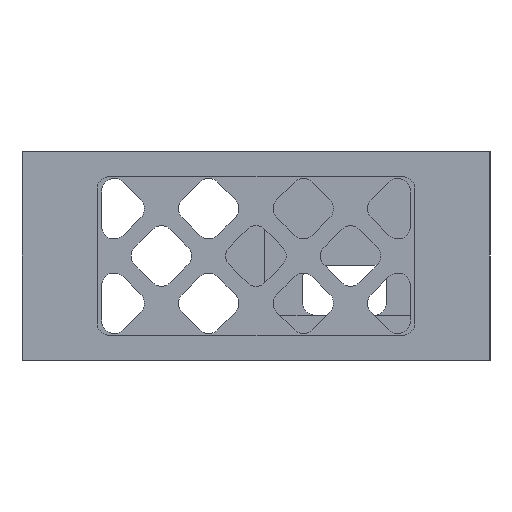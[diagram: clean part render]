
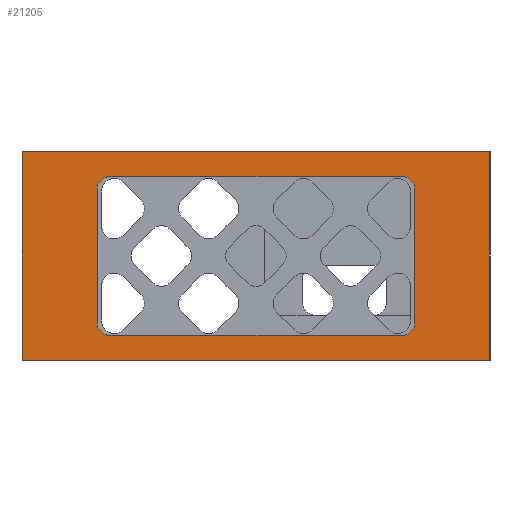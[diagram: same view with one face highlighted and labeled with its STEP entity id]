
A CAD part, front view. The second image highlights one B-rep face of the part: STEP entity #21205.
In plain terms, the highlighted face is planar.
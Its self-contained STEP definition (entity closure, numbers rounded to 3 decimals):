
#20758=DIRECTION('',(0.,0.,1.));
#20759=VECTOR('',#20758,16.);
#20760=CARTESIAN_POINT('',(53.,6.,-19.311));
#20761=LINE('',#20760,#20759);
#20786=DIRECTION('',(0.,-1.,0.));
#20787=VECTOR('',#20786,35.);
#20788=CARTESIAN_POINT('',(53.,42.5,-20.811));
#20789=LINE('',#20788,#20787);
#20814=DIRECTION('',(0.,0.,-1.));
#20815=VECTOR('',#20814,16.);
#20816=CARTESIAN_POINT('',(53.,44.,-3.311));
#20817=LINE('',#20816,#20815);
#20842=DIRECTION('',(0.,1.,0.));
#20843=VECTOR('',#20842,35.);
#20844=CARTESIAN_POINT('',(53.,7.5,-1.811));
#20845=LINE('',#20844,#20843);
#20870=CARTESIAN_POINT('',(53.,7.5,-3.311));
#20871=DIRECTION('',(1.,0.,0.));
#20872=DIRECTION('',(0.,0.,1.));
#20873=AXIS2_PLACEMENT_3D('',#20870,#20871,#20872);
#20878=CARTESIAN_POINT('',(53.,7.5,-19.311));
#20879=DIRECTION('',(1.,0.,0.));
#20880=DIRECTION('',(0.,-1.,0.));
#20881=AXIS2_PLACEMENT_3D('',#20878,#20879,#20880);
#20886=CARTESIAN_POINT('',(53.,42.5,-19.311));
#20887=DIRECTION('',(1.,0.,0.));
#20888=DIRECTION('',(0.,0.,-1.));
#20889=AXIS2_PLACEMENT_3D('',#20886,#20887,#20888);
#20894=CARTESIAN_POINT('',(53.,42.5,-3.311));
#20895=DIRECTION('',(1.,0.,0.));
#20896=DIRECTION('',(0.,1.,0.));
#20897=AXIS2_PLACEMENT_3D('',#20894,#20895,#20896);
#20909=DIRECTION('',(0.,1.,0.));
#20910=VECTOR('',#20909,56.);
#20911=CARTESIAN_POINT('',(53.,-3.,-23.811));
#20912=LINE('',#20911,#20910);
#20930=DIRECTION('',(0.,0.,-1.));
#20931=VECTOR('',#20930,25.);
#20932=CARTESIAN_POINT('',(53.,-3.,1.189));
#20933=LINE('',#20932,#20931);
#20958=DIRECTION('',(0.,-1.,0.));
#20959=VECTOR('',#20958,56.);
#20960=CARTESIAN_POINT('',(53.,53.,1.189));
#20961=LINE('',#20960,#20959);
#20979=DIRECTION('',(0.,0.,1.));
#20980=VECTOR('',#20979,25.);
#20981=CARTESIAN_POINT('',(53.,53.,-23.811));
#20982=LINE('',#20981,#20980);
#20994=CARTESIAN_POINT('',(53.,53.,1.189));
#20995=VERTEX_POINT('',#20994);
#20996=CARTESIAN_POINT('',(53.,53.,-23.811));
#20997=VERTEX_POINT('',#20996);
#20998=CARTESIAN_POINT('',(53.,-3.,1.189));
#20999=VERTEX_POINT('',#20998);
#21000=CARTESIAN_POINT('',(53.,-3.,-23.811));
#21001=VERTEX_POINT('',#21000);
#21002=CARTESIAN_POINT('',(53.,7.5,-1.811));
#21003=CARTESIAN_POINT('',(53.,42.5,-1.811));
#21004=VERTEX_POINT('',#21002);
#21005=VERTEX_POINT('',#21003);
#21012=CARTESIAN_POINT('',(53.,6.,-3.311));
#21013=VERTEX_POINT('',#21012);
#21014=CARTESIAN_POINT('',(53.,6.,-19.311));
#21015=VERTEX_POINT('',#21014);
#21020=CARTESIAN_POINT('',(53.,7.5,-20.811));
#21021=VERTEX_POINT('',#21020);
#21022=CARTESIAN_POINT('',(53.,42.5,-20.811));
#21023=VERTEX_POINT('',#21022);
#21028=CARTESIAN_POINT('',(53.,44.,-19.311));
#21029=VERTEX_POINT('',#21028);
#21030=CARTESIAN_POINT('',(53.,44.,-3.311));
#21031=VERTEX_POINT('',#21030);
#21180=CARTESIAN_POINT('',(53.,25.,0.389));
#21181=DIRECTION('',(1.,0.,0.));
#21182=DIRECTION('',(0.,1.,0.));
#21183=AXIS2_PLACEMENT_3D('',#21180,#21181,#21182);
#21184=PLANE('',#21183);
#21186=ORIENTED_EDGE('',*,*,#21185,.F.);
#21188=ORIENTED_EDGE('',*,*,#21187,.F.);
#21190=ORIENTED_EDGE('',*,*,#21189,.F.);
#21192=ORIENTED_EDGE('',*,*,#21191,.F.);
#21193=EDGE_LOOP('',(#21186,#21188,#21190,#21192));
#21194=FACE_OUTER_BOUND('',#21193,.F.);
#21195=ORIENTED_EDGE('',*,*,#21160,.F.);
#21196=ORIENTED_EDGE('',*,*,#21175,.T.);
#21197=ORIENTED_EDGE('',*,*,#21075,.F.);
#21198=ORIENTED_EDGE('',*,*,#21092,.T.);
#21199=ORIENTED_EDGE('',*,*,#21104,.F.);
#21200=ORIENTED_EDGE('',*,*,#21120,.T.);
#21201=ORIENTED_EDGE('',*,*,#21132,.F.);
#21202=ORIENTED_EDGE('',*,*,#21148,.T.);
#21203=EDGE_LOOP('',(#21195,#21196,#21197,#21198,#21199,#21200,#21201,#21202));
#21204=FACE_BOUND('',#21203,.F.);
#20874=CIRCLE('',#20873,1.5);
#20882=CIRCLE('',#20881,1.5);
#20890=CIRCLE('',#20889,1.5);
#20898=CIRCLE('',#20897,1.5);
#21075=EDGE_CURVE('',#21015,#21013,#20761,.T.);
#21092=EDGE_CURVE('',#21015,#21021,#20882,.T.);
#21104=EDGE_CURVE('',#21023,#21021,#20789,.T.);
#21120=EDGE_CURVE('',#21023,#21029,#20890,.T.);
#21132=EDGE_CURVE('',#21031,#21029,#20817,.T.);
#21148=EDGE_CURVE('',#21031,#21005,#20898,.T.);
#21160=EDGE_CURVE('',#21004,#21005,#20845,.T.);
#21175=EDGE_CURVE('',#21004,#21013,#20874,.T.);
#21185=EDGE_CURVE('',#21001,#20997,#20912,.T.);
#21187=EDGE_CURVE('',#20999,#21001,#20933,.T.);
#21189=EDGE_CURVE('',#20995,#20999,#20961,.T.);
#21191=EDGE_CURVE('',#20997,#20995,#20982,.T.);
#21205=ADVANCED_FACE('',(#21194,#21204),#21184,.T.);
